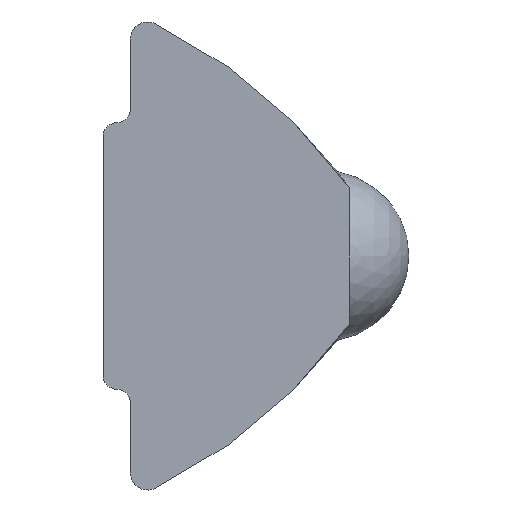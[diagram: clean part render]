
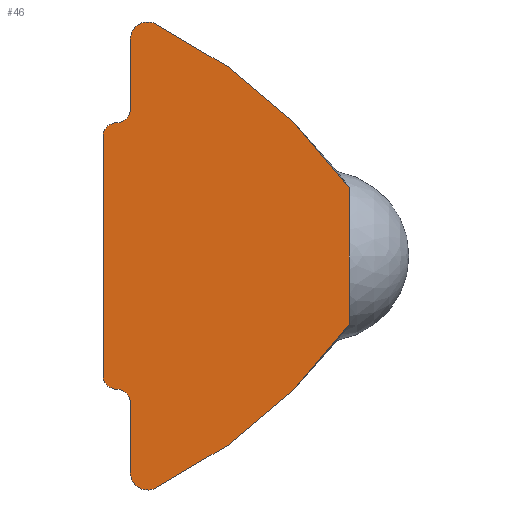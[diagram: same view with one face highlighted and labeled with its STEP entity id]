
A CAD part, left-side view. The second image highlights one B-rep face of the part: STEP entity #46.
In plain terms, the highlighted planar face has unit normal (-1, 0, 0).
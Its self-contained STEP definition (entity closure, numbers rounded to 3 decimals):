
#46 = ADVANCED_FACE( '', ( #104 ), #105, .F. );
#104 = FACE_OUTER_BOUND( '', #176, .T. );
#105 = PLANE( '', #177 );
#176 = EDGE_LOOP( '', ( #247, #248, #249, #250, #251, #252, #253, #254, #255, #256, #257, #258 ) );
#177 = AXIS2_PLACEMENT_3D( '', #259, #260, #261 );
#247 = ORIENTED_EDGE( '', *, *, #423, .F. );
#248 = ORIENTED_EDGE( '', *, *, #424, .T. );
#249 = ORIENTED_EDGE( '', *, *, #418, .F. );
#250 = ORIENTED_EDGE( '', *, *, #425, .F. );
#251 = ORIENTED_EDGE( '', *, *, #426, .F. );
#252 = ORIENTED_EDGE( '', *, *, #427, .T. );
#253 = ORIENTED_EDGE( '', *, *, #428, .F. );
#254 = ORIENTED_EDGE( '', *, *, #429, .F. );
#255 = ORIENTED_EDGE( '', *, *, #430, .F. );
#256 = ORIENTED_EDGE( '', *, *, #431, .F. );
#257 = ORIENTED_EDGE( '', *, *, #432, .F. );
#258 = ORIENTED_EDGE( '', *, *, #433, .F. );
#259 = CARTESIAN_POINT( '', ( 0., 5.9, 6.35 ) );
#260 = DIRECTION( '', ( 1., 0., 0. ) );
#261 = DIRECTION( '', ( 0., 0., -1. ) );
#418 = EDGE_CURVE( '', #488, #489, #490, .T. );
#423 = EDGE_CURVE( '', #497, #498, #499, .T. );
#424 = EDGE_CURVE( '', #497, #489, #500, .T. );
#425 = EDGE_CURVE( '', #501, #488, #502, .T. );
#426 = EDGE_CURVE( '', #503, #501, #504, .T. );
#427 = EDGE_CURVE( '', #503, #505, #506, .T. );
#428 = EDGE_CURVE( '', #507, #505, #508, .T. );
#429 = EDGE_CURVE( '', #509, #507, #510, .T. );
#430 = EDGE_CURVE( '', #511, #509, #512, .T. );
#431 = EDGE_CURVE( '', #513, #511, #514, .T. );
#432 = EDGE_CURVE( '', #515, #513, #516, .T. );
#433 = EDGE_CURVE( '', #498, #515, #517, .T. );
#488 = VERTEX_POINT( '', #590 );
#489 = VERTEX_POINT( '', #591 );
#490 = CIRCLE( '', #592, 0.4 );
#497 = VERTEX_POINT( '', #601 );
#498 = VERTEX_POINT( '', #602 );
#499 = LINE( '', #603, #604 );
#500 = CIRCLE( '', #605, 0.4 );
#501 = VERTEX_POINT( '', #606 );
#502 = LINE( '', #607, #608 );
#503 = VERTEX_POINT( '', #609 );
#504 = CIRCLE( '', #610, 0.4 );
#505 = VERTEX_POINT( '', #611 );
#506 = CIRCLE( '', #612, 0.4 );
#507 = VERTEX_POINT( '', #613 );
#508 = LINE( '', #614, #615 );
#509 = VERTEX_POINT( '', #616 );
#510 = CIRCLE( '', #617, 0.5 );
#511 = VERTEX_POINT( '', #618 );
#512 = CIRCLE( '', #619, 15. );
#513 = VERTEX_POINT( '', #620 );
#514 = LINE( '', #621, #622 );
#515 = VERTEX_POINT( '', #623 );
#516 = CIRCLE( '', #624, 15. );
#517 = CIRCLE( '', #625, 0.5 );
#590 = CARTESIAN_POINT( '', ( 0., 7.2, 3.5 ) );
#591 = CARTESIAN_POINT( '', ( 0., 6.8, 3.9 ) );
#592 = AXIS2_PLACEMENT_3D( '', #745, #746, #747 );
#601 = CARTESIAN_POINT( '', ( 0., 6.4, 4.3 ) );
#602 = CARTESIAN_POINT( '', ( 0., 6.4, 6.35 ) );
#603 = CARTESIAN_POINT( '', ( 0., 6.4, 4.3 ) );
#604 = VECTOR( '', #753, 1000. );
#605 = AXIS2_PLACEMENT_3D( '', #754, #755, #756 );
#606 = CARTESIAN_POINT( '', ( 0., 7.2, -3.5 ) );
#607 = CARTESIAN_POINT( '', ( 0., 7.2, -3.5 ) );
#608 = VECTOR( '', #757, 1000. );
#609 = CARTESIAN_POINT( '', ( 0., 6.8, -3.9 ) );
#610 = AXIS2_PLACEMENT_3D( '', #758, #759, #760 );
#611 = CARTESIAN_POINT( '', ( 0., 6.4, -4.3 ) );
#612 = AXIS2_PLACEMENT_3D( '', #761, #762, #763 );
#613 = CARTESIAN_POINT( '', ( 0., 6.4, -6.35 ) );
#614 = CARTESIAN_POINT( '', ( 0., 6.4, -6.35 ) );
#615 = VECTOR( '', #764, 1000. );
#616 = CARTESIAN_POINT( '', ( 0., 5.7, -6.808 ) );
#617 = AXIS2_PLACEMENT_3D( '', #765, #766, #767 );
#618 = CARTESIAN_POINT( '', ( 0., 0., -2. ) );
#619 = AXIS2_PLACEMENT_3D( '', #768, #769, #770 );
#620 = CARTESIAN_POINT( '', ( 0., 0., 2. ) );
#621 = CARTESIAN_POINT( '', ( 0., 0., 2. ) );
#622 = VECTOR( '', #771, 1000. );
#623 = CARTESIAN_POINT( '', ( 0., 5.7, 6.808 ) );
#624 = AXIS2_PLACEMENT_3D( '', #772, #773, #774 );
#625 = AXIS2_PLACEMENT_3D( '', #775, #776, #777 );
#745 = CARTESIAN_POINT( '', ( 0., 6.8, 3.5 ) );
#746 = DIRECTION( '', ( 1., 0., 0. ) );
#747 = DIRECTION( '', ( 0., 0., -1. ) );
#753 = DIRECTION( '', ( 0., 0., 1. ) );
#754 = CARTESIAN_POINT( '', ( 0., 6.8, 4.3 ) );
#755 = DIRECTION( '', ( 1., 0., 0. ) );
#756 = DIRECTION( '', ( 0., 0., -1. ) );
#757 = DIRECTION( '', ( 0., 0., 1. ) );
#758 = CARTESIAN_POINT( '', ( 0., 6.8, -3.5 ) );
#759 = DIRECTION( '', ( 1., 0., 0. ) );
#760 = DIRECTION( '', ( 0., 0., -1. ) );
#761 = CARTESIAN_POINT( '', ( 0., 6.8, -4.3 ) );
#762 = DIRECTION( '', ( 1., 0., 0. ) );
#763 = DIRECTION( '', ( 0., 0., -1. ) );
#764 = DIRECTION( '', ( 0., 0., 1. ) );
#765 = CARTESIAN_POINT( '', ( 0., 5.9, -6.35 ) );
#766 = DIRECTION( '', ( 1., 0., 0. ) );
#767 = DIRECTION( '', ( 0., 0., -1. ) );
#768 = CARTESIAN_POINT( '', ( 0., 12.218, 6.701 ) );
#769 = DIRECTION( '', ( 1., 0., 0. ) );
#770 = DIRECTION( '', ( 0., 0., -1. ) );
#771 = DIRECTION( '', ( 0., 0., -1. ) );
#772 = CARTESIAN_POINT( '', ( 0., 12.218, -6.701 ) );
#773 = DIRECTION( '', ( 1., 0., 0. ) );
#774 = DIRECTION( '', ( 0., 0., -1. ) );
#775 = CARTESIAN_POINT( '', ( 0., 5.9, 6.35 ) );
#776 = DIRECTION( '', ( 1., 0., 0. ) );
#777 = DIRECTION( '', ( 0., 0., -1. ) );
